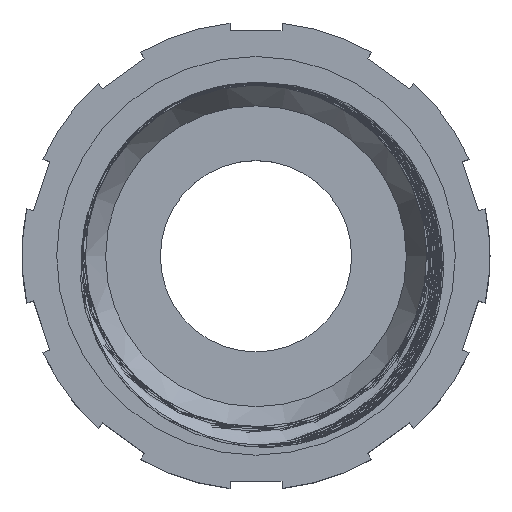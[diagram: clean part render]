
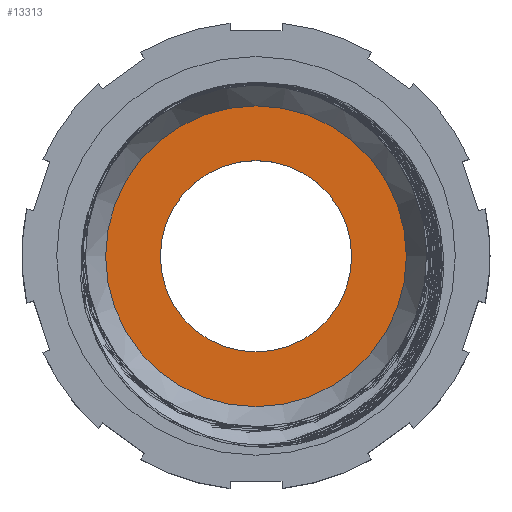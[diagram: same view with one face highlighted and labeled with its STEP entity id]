
A CAD part, top view. The second image highlights one B-rep face of the part: STEP entity #13313.
In plain terms, the highlighted planar face has unit normal (0, 0, 1).
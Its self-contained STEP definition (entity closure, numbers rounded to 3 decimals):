
#13268 = VERTEX_POINT('',#13269);
#13269 = CARTESIAN_POINT('',(-5.521,0.,5.5));
#13277 = EDGE_CURVE('',#13268,#13268,#13278,.T.);
#13278 = CIRCLE('',#13279,5.521);
#13279 = AXIS2_PLACEMENT_3D('',#13280,#13281,#13282);
#13280 = CARTESIAN_POINT('',(0.,0.,5.5));
#13281 = DIRECTION('',(0.,0.,1.));
#13282 = DIRECTION('',(-1.,0.,0.));
#13313 = ADVANCED_FACE('',(#13314,#13317),#13328,.T.);
#13314 = FACE_BOUND('',#13315,.F.);
#13315 = EDGE_LOOP('',(#13316));
#13316 = ORIENTED_EDGE('',*,*,#13277,.T.);
#13317 = FACE_BOUND('',#13318,.F.);
#13318 = EDGE_LOOP('',(#13319));
#13319 = ORIENTED_EDGE('',*,*,#13320,.F.);
#13320 = EDGE_CURVE('',#13321,#13321,#13323,.T.);
#13321 = VERTEX_POINT('',#13322);
#13322 = CARTESIAN_POINT('',(-8.675,0.,5.5));
#13323 = CIRCLE('',#13324,8.675);
#13324 = AXIS2_PLACEMENT_3D('',#13325,#13326,#13327);
#13325 = CARTESIAN_POINT('',(0.,0.,5.5));
#13326 = DIRECTION('',(0.,0.,1.));
#13327 = DIRECTION('',(-1.,0.,0.));
#13328 = PLANE('',#13329);
#13329 = AXIS2_PLACEMENT_3D('',#13330,#13331,#13332);
#13330 = CARTESIAN_POINT('',(0.,0.,5.5));
#13331 = DIRECTION('',(0.,0.,1.));
#13332 = DIRECTION('',(-1.,-0.,0.));
